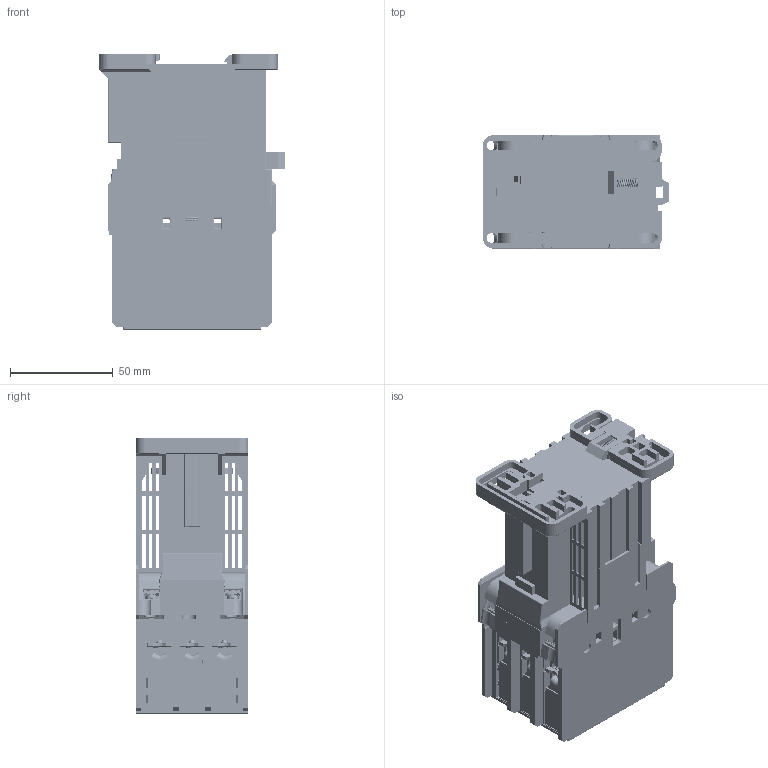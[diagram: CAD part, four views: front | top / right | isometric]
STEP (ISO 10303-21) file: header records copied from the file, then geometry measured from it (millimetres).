
FILE_DESCRIPTION((''),'2;1');
FILE_NAME('12C30113H01.stp','2015-05-22T14:37:02',('rshanor'),(''),'Autodesk Inventor 2013','Autodesk Inventor 2013','');
FILE_SCHEMA(('AUTOMOTIVE_DESIGN { 1 2 10303 214 0 1 1 1 }'));
Length unit declared in the file: millimetre
Products named in the file (1): 12C30113H01
Bounding box: 90.5 x 55 x 134.13 mm (x, y, z)
Volume: 214133 mm3; surface area: 239779.5 mm2
Topology: 15 solids, 40 shells, 9084 faces, 26264 edges, 16946 vertices
Faces by surface type: plane 6647, cylinder 1571, bspline 593, torus 130, sphere 78, cone 65
Full cylindrical faces by diameter (mm): 1.8 x2, 1.895 x3, 2.2 x2, 2.3 x8, 2.335 x3, 2.5 x8, 2.505 x2, 2.55 x8, 2.8 x5, 2.87 x2, 2.9 x6, 3 x12, 3.3 x8, 3.4 x8, 3.5 x18, 3.88 x2, 3.9 x20, 4 x2, 4.3 x4, 5.25 x4, 5.75 x4, 6 x14, 6.7 x10, 6.8 x2, 7.66 x6, 8.4 x6
Entity records: 327036 total; most frequent: CARTESIAN_POINT 81893, ORIENTED_EDGE 51794, DIRECTION 45025, EDGE_CURVE 25897, VECTOR 20379, LINE 20379, VERTEX_POINT 16868, AXIS2_PLACEMENT_3D 12323
